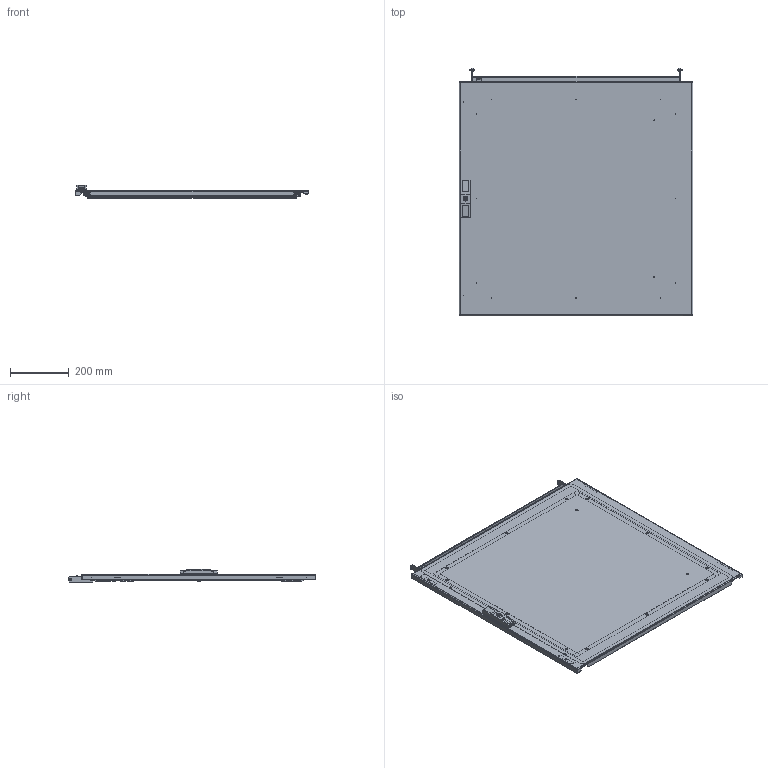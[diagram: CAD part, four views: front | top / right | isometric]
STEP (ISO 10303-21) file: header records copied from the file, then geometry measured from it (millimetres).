
FILE_DESCRIPTION (( 'STEP AP203' ), '1' );
FILE_NAME ('UR35482093800 Äâåðü ãëóõàÿ ñåêöèîííàÿ 800ìì RS52 00.80 (000.801.563-02).STEP', '2022-04-08T12:15:41', ( '' ), ( '' ), 'SwSTEP 2.0', 'SolidWorks 2017', '' );
FILE_SCHEMA (( 'CONFIG_CONTROL_DESIGN' ));
Length unit declared in the file: millimetre
Products named in the file (37): Âèíò DIN 7991_Œ5å10; 000.210.586 Îñíîâàíèå äâåðè ãëóõîé ñåêöèîííîé 800ìì RS52_02 (00.80); 029-373 Ñîåäèíèòåëü óãëîâîé ðàìêè äâåðè RS52; Øïèëüêà ðåçüáîâàÿ Ì6_Œ5å12; 054-214 Ñòîéêà äâåðè ñåêöèîííîé LC3_01 (800); 032-215 Øâåëëåð ìåæñåêöèîííûé LC3_02 (00.80); Âèíò ÃÎÑÒ Ð ÈÑÎ 7049_ST3.5x9.5; 037-60 Ïåòëÿ äâåðè ñåêöèîííîé LC3; 054-201 Ïîïåðå÷èíà äâåðè LC3_02 (00.80); Âèíò DIN 7500 C TORX_Œ5å12; Çàêëåïêà ðåçüáîâàÿ óìåíüøåííûé áîðòèê ñ íàñå÷êîé_Œ5å11,5; 037-61 Óãîëîê äëÿ çàïèðàíèÿ äâåðè ñåêöèîííîé LC3; 000.301.014 Îñü; 044-97 砎鍧錟儆趌00; 012-2067 Ïàíåëü äâåðè ãëóõîé ñåêöèîííîé 800ìì RS52_02 (00.80); 016-103 Îñü; MS896 Çàìîê-íàêëàäêà îñíîâíàÿ äëÿ LC_‡ ªàëâ®; 000.800.113 Ïåòëÿ ñåêöèîííîé äâåðè; 024-382 砑僔蠂縺 鸀槶錼譇 LC3; 000.173.012 Øâåëëåð ìåæñåêöèîííûé LC3_02 (00.80); 000.203.173 Øâåëëåð ìåæñåêöèîííûé LC3_02 (00.80); 021-126  呧睯蠈錪; 000.800.118 Ïëàíêà çàïîðíàÿ äâåðè ñåêöèîííîé RS52_00 (1000 ¬¬); 000.203.301 Äâåðü ãëóõàÿ ñåêöèîííàÿ 800ìì RS52_02 (00.80); Øàéáà 6402 Ò_Œ6; 040-221 Ïëàíêà çàïîðíàÿ äâåðè ñåêöèîííîé RS52_00 (1000 ¬¬); Ãàéêà øåñòèãðàííàÿ âûñîêàÿ ñàìîñòîïîðÿùàÿñÿ ñ ôëàíöåì ÃÎÑÒ ISO 7043_Œ6; Óïëîòíèòåëü ÏÏÓ äëÿ äâåðêè ñåêöèîííîé LC3 ñòàëüíûå ïåòëè_11 (800 00.80); Âèíò DIN 7500 M TORX_Œ5å16; UR35482093800 Äâåðü ãëóõàÿ ñåêöèîííàÿ 800ìì RS52 00.80 (000.801.563-02); Øïèëüêà ðåçüáîâàÿ Ì6_Œ6å12; 嵑殧趌11648_d5; 050-57 Âòóëêà ñêðûòîé ïåòëè; 050-59 鎗鵻罻; 028-98 Ñêîáà; Ãàéêà Ýðèêñîíà Ì5 ñ ïëîñêîé ãîëîâêîé; Øïèëüêà çàçåìëåíèÿ CKF CS_Œ6å16
Assembly tree (103 placements, depth 4):
  UR35482093800 Äâåðü ãëóõàÿ ñåêöèîííàÿ 800ìì RS52 00.80 (000.801.563-02)
    000.203.301 Äâåðü ãëóõàÿ ñåêöèîííàÿ 800ìì RS52_02 (00.80)
      000.210.586 Îñíîâàíèå äâåðè ãëóõîé ñåêöèîííîé 800ìì RS52_02 (00.80)
        012-2067 Ïàíåëü äâåðè ãëóõîé ñåêöèîííîé 800ìì RS52_02 (00.80)
        Øïèëüêà çàçåìëåíèÿ CKF CS_Œ6å16  x2
        Øïèëüêà ðåçüáîâàÿ Ì6_Œ5å12  x12
        Øïèëüêà ðåçüáîâàÿ Ì6_Œ6å12  x2
        050-57 Âòóëêà ñêðûòîé ïåòëè  x2
      Óïëîòíèòåëü ÏÏÓ äëÿ äâåðêè ñåêöèîííîé LC3 ñòàëüíûå ïåòëè_11 (800 00.80)
      MS896 Çàìîê-íàêëàäêà îñíîâíàÿ äëÿ LC_‡ ªàëâ®
      Âèíò DIN 7991_Œ5å10  x2
      000.800.118 Ïëàíêà çàïîðíàÿ äâåðè ñåêöèîííîé RS52_00 (1000 ¬¬)
        040-221 Ïëàíêà çàïîðíàÿ äâåðè ñåêöèîííîé RS52_00 (1000 ¬¬)
        028-98 Ñêîáà  x2
      Øàéáà 6402 Ò_Œ6  x2
      Ãàéêà øåñòèãðàííàÿ âûñîêàÿ ñàìîñòîïîðÿùàÿñÿ ñ ôëàíöåì ÃÎÑÒ ISO 7043_Œ6  x2
      029-373 Ñîåäèíèòåëü óãëîâîé ðàìêè äâåðè RS52  x4
      054-214 Ñòîéêà äâåðè ñåêöèîííîé LC3_01 (800)  x2
      054-201 Ïîïåðå÷èíà äâåðè LC3_02 (00.80)  x2
      Ãàéêà Ýðèêñîíà Ì5 ñ ïëîñêîé ãîëîâêîé  x12
      Âèíò DIN 7500 C TORX_Œ5å12  x8
    Âèíò DIN 7500 M TORX_Œ5å16  x12
    000.203.173 Øâåëëåð ìåæñåêöèîííûé LC3_02 (00.80)
      000.173.012 Øâåëëåð ìåæñåêöèîííûé LC3_02 (00.80)
        032-215 Øâåëëåð ìåæñåêöèîííûé LC3_02 (00.80)
        024-382 砑僔蠂縺 鸀槶錼譇 LC3  x2
      021-126  呧睯蠈錪
      Âèíò ÃÎÑÒ Ð ÈÑÎ 7049_ST3.5x9.5  x2
    Âèíò DIN 7500 C TORX_Œ5å12  x4
    000.800.113 Ïåòëÿ ñåêöèîííîé äâåðè  x2
      037-60 Ïåòëÿ äâåðè ñåêöèîííîé LC3
      050-59 鎗鵻罻
    000.301.014 Îñü  x2
      016-103 Îñü
    037-61 Óãîëîê äëÿ çàïèðàíèÿ äâåðè ñåêöèîííîé LC3  x2
    嵑殧趌11648_d5  x2
    044-97 砎鍧錟儆趌00  x2
    Çàêëåïêà ðåçüáîâàÿ óìåíüøåííûé áîðòèê ñ íàñå÷êîé_Œ5å11,5  x4
Bounding box: 795 x 841.5 x 45.93 mm (x, y, z)
Volume: 2046437.3 mm3; surface area: 2124788.8 mm2
Topology: 99 solids, 103 shells, 3158 faces, 7777 edges, 4939 vertices
Faces by surface type: cylinder 1459, plane 1157, cone 392, torus 106, sphere 28, bspline 16
Entity records: 40883 total; most frequent: CARTESIAN_POINT 6738, DIRECTION 6372, ORIENTED_EDGE 5572, EDGE_CURVE 2789, AXIS2_PLACEMENT_3D 2429, VERTEX_POINT 1775, LINE 1514, VECTOR 1514
